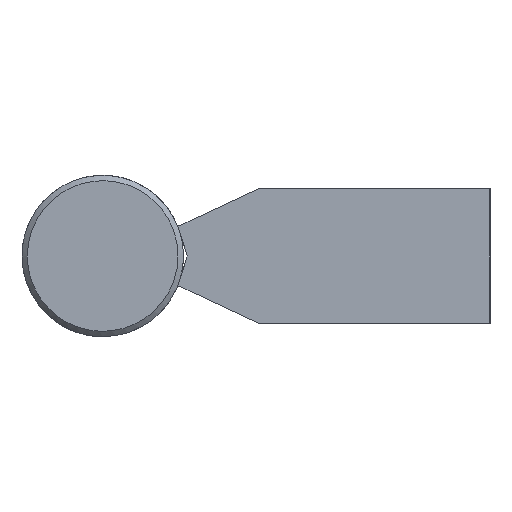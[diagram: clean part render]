
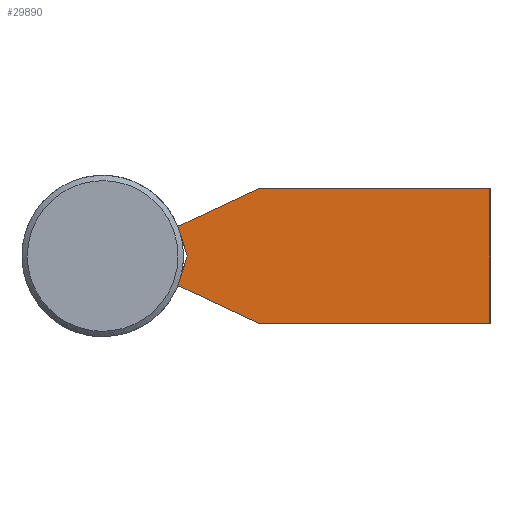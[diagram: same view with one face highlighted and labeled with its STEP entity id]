
A CAD part, left-side view. The second image highlights one B-rep face of the part: STEP entity #29890.
In plain terms, the highlighted free-form (B-spline) face has degree [1, 1] with [2, 2] control points.
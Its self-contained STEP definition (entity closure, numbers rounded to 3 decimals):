
#4150 = CARTESIAN_POINT ('', (0., 43.005, 12.5));
#4160 = VERTEX_POINT ('', #4150);
#4170 = CARTESIAN_POINT ('', (0., 58.017, 5.5));
#4180 = VERTEX_POINT ('', #4170);
#4190 = CARTESIAN_POINT ('', (0., 43.005, 12.5));
#4200 = CARTESIAN_POINT ('', (0., 48.009, 10.167));
#4210 = CARTESIAN_POINT ('', (0., 53.013, 7.833));
#4220 = CARTESIAN_POINT ('', (0., 58.017, 5.5));
#4230 = B_SPLINE_CURVE_WITH_KNOTS ('', 3, (#4190, #4200, #4210, #4220), .UNSPECIFIED., .F., .U., (4, 4), (0., 1.), .UNSPECIFIED.);
#4240 = EDGE_CURVE ('', #4160, #4180, #4230, .T.);
#4730 = CARTESIAN_POINT ('', (0., 0., 12.5));
#4740 = VERTEX_POINT ('', #4730);
#4750 = CARTESIAN_POINT ('', (0., 0., 12.5));
#4760 = CARTESIAN_POINT ('', (0., 43.005, 12.5));
#4770 = B_SPLINE_CURVE_WITH_KNOTS ('', 1, (#4750, #4760), .UNSPECIFIED., .F., .U., (2, 2), (0., 1.), .UNSPECIFIED.);
#4780 = EDGE_CURVE ('', #4740, #4160, #4770, .T.);
#7790 = CARTESIAN_POINT ('', (0., 43.005, -12.5));
#7800 = VERTEX_POINT ('', #7790);
#7810 = CARTESIAN_POINT ('', (0., 0., -12.5));
#7820 = VERTEX_POINT ('', #7810);
#7830 = CARTESIAN_POINT ('', (0., 43.005, -12.5));
#7840 = CARTESIAN_POINT ('', (0., 0., -12.5));
#7850 = B_SPLINE_CURVE_WITH_KNOTS ('', 1, (#7830, #7840), .UNSPECIFIED., .F., .U., (2, 2), (0., 1.), .UNSPECIFIED.);
#7860 = EDGE_CURVE ('', #7800, #7820, #7850, .T.);
#16950 = CARTESIAN_POINT ('', (0., 58.017, -5.5));
#16960 = VERTEX_POINT ('', #16950);
#16970 = CARTESIAN_POINT ('', (0., 58.017, -5.5));
#16980 = CARTESIAN_POINT ('', (0., 53.013, -7.833));
#16990 = CARTESIAN_POINT ('', (0., 48.009, -10.167));
#17000 = CARTESIAN_POINT ('', (0., 43.005, -12.5));
#17010 = B_SPLINE_CURVE_WITH_KNOTS ('', 3, (#16970, #16980, #16990, #17000), .UNSPECIFIED., .F., .U., (4, 4), (0., 1.), .UNSPECIFIED.);
#17020 = EDGE_CURVE ('', #16960, #7800, #17010, .T.);
#20800 = CARTESIAN_POINT ('', (0., 0., -12.5));
#20810 = CARTESIAN_POINT ('', (0., 0., 12.5));
#20820 = B_SPLINE_CURVE_WITH_KNOTS ('', 1, (#20800, #20810), .UNSPECIFIED., .F., .U., (2, 2), (0., 1.), .UNSPECIFIED.);
#20830 = EDGE_CURVE ('', #7820, #4740, #20820, .T.);
#29330 = CARTESIAN_POINT ('', (0., 56.283, 0.));
#29340 = VERTEX_POINT ('', #29330);
#29350 = CARTESIAN_POINT ('', (0., 56.283, 0.));
#29360 = CARTESIAN_POINT ('', (0., 56.861, -1.833));
#29370 = CARTESIAN_POINT ('', (0., 57.439, -3.667));
#29380 = CARTESIAN_POINT ('', (0., 58.017, -5.5));
#29390 = B_SPLINE_CURVE_WITH_KNOTS ('', 3, (#29350, #29360, #29370, #29380), .UNSPECIFIED., .F., .U., (4, 4), (0., 1.), .UNSPECIFIED.);
#29400 = EDGE_CURVE ('', #29340, #16960, #29390, .T.);
#29570 = CARTESIAN_POINT ('', (0., 58.017, 5.5));
#29580 = CARTESIAN_POINT ('', (0., 57.439, 3.667));
#29590 = CARTESIAN_POINT ('', (0., 56.861, 1.833));
#29600 = CARTESIAN_POINT ('', (0., 56.283, 0.));
#29610 = B_SPLINE_CURVE_WITH_KNOTS ('', 3, (#29570, #29580, #29590, #29600), .UNSPECIFIED., .F., .U., (4, 4), (0., 1.), .UNSPECIFIED.);
#29620 = EDGE_CURVE ('', #4180, #29340, #29610, .T.);
#29750 = ORIENTED_EDGE ('', *, *, #17020, .T.);
#29760 = ORIENTED_EDGE ('', *, *, #7860, .T.);
#29770 = ORIENTED_EDGE ('', *, *, #20830, .T.);
#29780 = ORIENTED_EDGE ('', *, *, #4780, .T.);
#29790 = ORIENTED_EDGE ('', *, *, #4240, .T.);
#29800 = ORIENTED_EDGE ('', *, *, #29620, .T.);
#29810 = ORIENTED_EDGE ('', *, *, #29400, .T.);
#29820 = EDGE_LOOP ('', (#29750, #29760, #29770, #29780, #29790, #29800, #29810));
#29830 = FACE_OUTER_BOUND ('', #29820, .T.);
#29840 = CARTESIAN_POINT ('', (0., 0., -12.5));
#29850 = CARTESIAN_POINT ('', (0., 58.365, -12.5));
#29860 = CARTESIAN_POINT ('', (0., 0., 12.5));
#29870 = CARTESIAN_POINT ('', (0., 58.365, 12.5));
#29880 = B_SPLINE_SURFACE_WITH_KNOTS ('', 1, 1, ((#29840, #29850), (#29860, #29870)), .UNSPECIFIED., .F., .F., .U., (2, 2), (2, 2), (0., 1.), (0., 1.), .UNSPECIFIED.);
#29890 = ADVANCED_FACE ('', (#29830), #29880, .T.);
